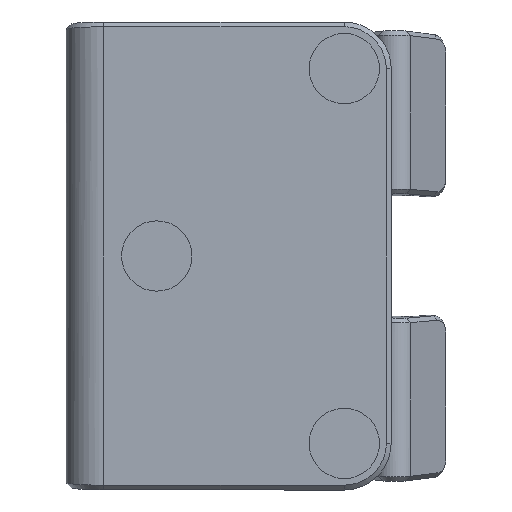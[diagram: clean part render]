
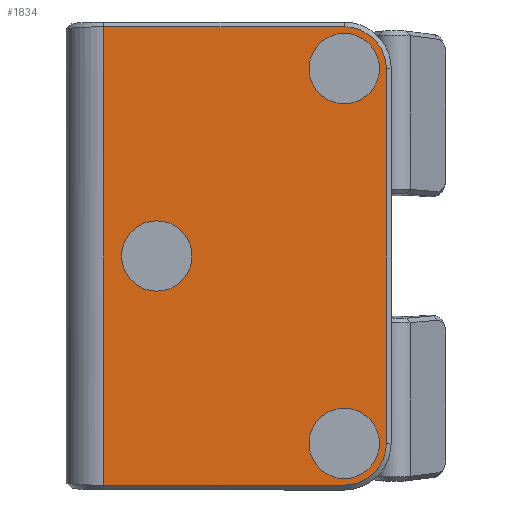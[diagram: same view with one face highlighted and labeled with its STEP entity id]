
A CAD part, front view. The second image highlights one B-rep face of the part: STEP entity #1834.
In plain terms, the highlighted planar face has unit normal (0, -1, 0).
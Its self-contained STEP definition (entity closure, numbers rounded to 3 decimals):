
#411 = EDGE_CURVE ( 'NONE', #5526, #15189, #8495, .T. ) ;
#556 = LINE ( 'NONE', #7221, #7843 ) ;
#606 = LINE ( 'NONE', #4971, #931 ) ;
#757 = CARTESIAN_POINT ( 'NONE',  ( -10., 0., 48.881 ) ) ;
#862 = DIRECTION ( 'NONE',  ( 0., -1., 0. ) ) ;
#931 = VECTOR ( 'NONE', #7708, 1000. ) ;
#1066 = CARTESIAN_POINT ( 'NONE',  ( -50., 0., 0. ) ) ;
#1094 = CARTESIAN_POINT ( 'NONE',  ( -4.492, 0., -47.08 ) ) ;
#1167 = CARTESIAN_POINT ( 'NONE',  ( -17.5, 0., -39.972 ) ) ;
#1234 = DIRECTION ( 'NONE',  ( -1., 0., 0. ) ) ;
#1478 = CARTESIAN_POINT ( 'NONE',  ( -1.038, 0., -39.894 ) ) ;
#1834 = ADVANCED_FACE ( 'NONE', ( #2017, #16621, #5245, #15203 ), #3725, .F. ) ;
#2017 = FACE_BOUND ( 'NONE', #7324, .T. ) ;
#2213 = AXIS2_PLACEMENT_3D ( 'NONE', #8523, #14412, #1234 ) ;
#2394 = EDGE_LOOP ( 'NONE', ( #5345, #3378 ) ) ;
#2468 = DIRECTION ( 'NONE',  ( 0., 0., 1. ) ) ;
#2518 = CARTESIAN_POINT ( 'NONE',  ( -7.677, 0., -48.594 ) ) ;
#2640 = CARTESIAN_POINT ( 'NONE',  ( -8.826, 0., 48.881 ) ) ;
#2652 = LINE ( 'NONE', #17075, #11410 ) ;
#2774 = DIRECTION ( 'NONE',  ( -1., 0., 0. ) ) ;
#2805 = CARTESIAN_POINT ( 'NONE',  ( -8.826, 0., -48.823 ) ) ;
#3378 = ORIENTED_EDGE ( 'NONE', *, *, #11887, .F. ) ;
#3445 = CARTESIAN_POINT ( 'NONE',  ( 0., 0., 50. ) ) ;
#3725 = PLANE ( 'NONE',  #5797 ) ;
#4030 = AXIS2_PLACEMENT_3D ( 'NONE', #13843, #862, #6559 ) ;
#4194 = CARTESIAN_POINT ( 'NONE',  ( -10., 0., -39.972 ) ) ;
#4267 = CIRCLE ( 'NONE', #5774, 7.5 ) ;
#4284 = CARTESIAN_POINT ( 'NONE',  ( -17.5, 0., 39.972 ) ) ;
#4439 = CARTESIAN_POINT ( 'NONE',  ( -2.5, 0., -39.972 ) ) ;
#4864 = EDGE_CURVE ( 'NONE', #11519, #17214, #11728, .T. ) ;
#4971 = CARTESIAN_POINT ( 'NONE',  ( -61.321, 0., 50. ) ) ;
#5245 = FACE_BOUND ( 'NONE', #2394, .T. ) ;
#5345 = ORIENTED_EDGE ( 'NONE', *, *, #9026, .F. ) ;
#5461 = CARTESIAN_POINT ( 'NONE',  ( -5.488, 0., -47.747 ) ) ;
#5496 = CARTESIAN_POINT ( 'NONE',  ( -1.496, 0., 42.79 ) ) ;
#5526 = VERTEX_POINT ( 'NONE', #15770 ) ;
#5550 = CIRCLE ( 'NONE', #2213, 7.5 ) ;
#5580 = EDGE_CURVE ( 'NONE', #13105, #17567, #2652, .T. ) ;
#5657 = ORIENTED_EDGE ( 'NONE', *, *, #9331, .T. ) ;
#5774 = AXIS2_PLACEMENT_3D ( 'NONE', #1066, #7316, #2774 ) ;
#5797 = AXIS2_PLACEMENT_3D ( 'NONE', #3445, #12344, #6390 ) ;
#6113 = AXIS2_PLACEMENT_3D ( 'NONE', #7263, #6384, #12952 ) ;
#6213 = VERTEX_POINT ( 'NONE', #8951 ) ;
#6384 = DIRECTION ( 'NONE',  ( 0., -1., 0. ) ) ;
#6390 = DIRECTION ( 'NONE',  ( -1., 0., 0. ) ) ;
#6559 = DIRECTION ( 'NONE',  ( -1., 0., 0. ) ) ;
#6910 = CARTESIAN_POINT ( 'NONE',  ( -1.038, 0., 40.482 ) ) ;
#6976 = CARTESIAN_POINT ( 'NONE',  ( -7.112, 0., -48.422 ) ) ;
#7221 = CARTESIAN_POINT ( 'NONE',  ( 0., 0., -48.881 ) ) ;
#7263 = CARTESIAN_POINT ( 'NONE',  ( -10., 0., 39.972 ) ) ;
#7316 = DIRECTION ( 'NONE',  ( 0., -1., 0. ) ) ;
#7324 = EDGE_LOOP ( 'NONE', ( #10248, #17987 ) ) ;
#7664 = DIRECTION ( 'NONE',  ( 1., 0., 0. ) ) ;
#7708 = DIRECTION ( 'NONE',  ( 0., 0., -1. ) ) ;
#7843 = VECTOR ( 'NONE', #7664, 1000. ) ;
#8413 = CARTESIAN_POINT ( 'NONE',  ( -10., 0., 48.881 ) ) ;
#8495 = CIRCLE ( 'NONE', #18497, 7.5 ) ;
#8523 = CARTESIAN_POINT ( 'NONE',  ( -50., 0., 0. ) ) ;
#8773 = EDGE_CURVE ( 'NONE', #16050, #9774, #606, .T. ) ;
#8951 = CARTESIAN_POINT ( 'NONE',  ( -57.5, 0., 0. ) ) ;
#9026 = EDGE_CURVE ( 'NONE', #6213, #12632, #4267, .T. ) ;
#9275 = CARTESIAN_POINT ( 'NONE',  ( -42.5, 0., 0. ) ) ;
#9331 = EDGE_CURVE ( 'NONE', #13729, #13105, #10808, .T. ) ;
#9504 = ORIENTED_EDGE ( 'NONE', *, *, #5580, .T. ) ;
#9545 = ORIENTED_EDGE ( 'NONE', *, *, #411, .F. ) ;
#9614 = CARTESIAN_POINT ( 'NONE',  ( -10., 0., 39.972 ) ) ;
#9712 = CARTESIAN_POINT ( 'NONE',  ( -2.169, 0., -44.419 ) ) ;
#9774 = VERTEX_POINT ( 'NONE', #15487 ) ;
#9801 = DIRECTION ( 'NONE',  ( -1., 0., 0. ) ) ;
#9838 = CARTESIAN_POINT ( 'NONE',  ( -4.491, 0., 47.08 ) ) ;
#9974 = ORIENTED_EDGE ( 'NONE', *, *, #16735, .T. ) ;
#10059 = DIRECTION ( 'NONE',  ( 0., -1., 0. ) ) ;
#10248 = ORIENTED_EDGE ( 'NONE', *, *, #4864, .F. ) ;
#10328 = DIRECTION ( 'NONE',  ( -1., 0., 0. ) ) ;
#10431 = EDGE_LOOP ( 'NONE', ( #15320, #9974, #5657, #9504, #18614, #15420 ) ) ;
#10628 = VECTOR ( 'NONE', #10328, 1000. ) ;
#10808 = B_SPLINE_CURVE_WITH_KNOTS ( 'NONE', 3,
 ( #12653, #11420, #2805, #2518, #6976, #5461, #1094, #15702, #9712, #13987, #14174, #14079 ),
 .UNSPECIFIED., .F., .F.,
 ( 4, 2, 2, 2, 2, 4 ),
 ( 0., 0.125, 0.25, 0.5, 0.75, 1. ),
 .UNSPECIFIED. ) ;
#11169 = CARTESIAN_POINT ( 'NONE',  ( -1.038, 0., 39.894 ) ) ;
#11265 = CARTESIAN_POINT ( 'NONE',  ( -2.169, 0., 44.419 ) ) ;
#11410 = VECTOR ( 'NONE', #2468, 1000. ) ;
#11420 = CARTESIAN_POINT ( 'NONE',  ( -9.414, 0., -48.881 ) ) ;
#11483 = DIRECTION ( 'NONE',  ( -1., 0., 0. ) ) ;
#11519 = VERTEX_POINT ( 'NONE', #1167 ) ;
#11717 = EDGE_CURVE ( 'NONE', #17214, #11519, #14320, .T. ) ;
#11728 = CIRCLE ( 'NONE', #16871, 7.5 ) ;
#11887 = EDGE_CURVE ( 'NONE', #12632, #6213, #5550, .T. ) ;
#12289 = EDGE_LOOP ( 'NONE', ( #14168, #9545 ) ) ;
#12344 = DIRECTION ( 'NONE',  ( 0., 1., 0. ) ) ;
#12632 = VERTEX_POINT ( 'NONE', #9275 ) ;
#12653 = CARTESIAN_POINT ( 'NONE',  ( -10., 0., -48.881 ) ) ;
#12685 = CARTESIAN_POINT ( 'NONE',  ( -1.096, 0., 41.071 ) ) ;
#12856 = CARTESIAN_POINT ( 'NONE',  ( -10., 0., -48.881 ) ) ;
#12952 = DIRECTION ( 'NONE',  ( -1., 0., 0. ) ) ;
#13105 = VERTEX_POINT ( 'NONE', #1478 ) ;
#13109 = EDGE_CURVE ( 'NONE', #15189, #5526, #14285, .T. ) ;
#13266 = CARTESIAN_POINT ( 'NONE',  ( 0., 0., 48.881 ) ) ;
#13457 = VERTEX_POINT ( 'NONE', #757 ) ;
#13729 = VERTEX_POINT ( 'NONE', #12856 ) ;
#13843 = CARTESIAN_POINT ( 'NONE',  ( -10., 0., -39.972 ) ) ;
#13987 = CARTESIAN_POINT ( 'NONE',  ( -1.272, 0., -42.248 ) ) ;
#14079 = CARTESIAN_POINT ( 'NONE',  ( -1.038, 0., -39.894 ) ) ;
#14168 = ORIENTED_EDGE ( 'NONE', *, *, #13109, .F. ) ;
#14174 = CARTESIAN_POINT ( 'NONE',  ( -1.038, 0., -41.071 ) ) ;
#14285 = CIRCLE ( 'NONE', #6113, 7.5 ) ;
#14320 = CIRCLE ( 'NONE', #4030, 7.5 ) ;
#14404 = EDGE_CURVE ( 'NONE', #17567, #13457, #15619, .T. ) ;
#14412 = DIRECTION ( 'NONE',  ( 0., -1., 0. ) ) ;
#15189 = VERTEX_POINT ( 'NONE', #4284 ) ;
#15203 = FACE_OUTER_BOUND ( 'NONE', #10431, .T. ) ;
#15320 = ORIENTED_EDGE ( 'NONE', *, *, #8773, .T. ) ;
#15381 = EDGE_CURVE ( 'NONE', #13457, #16050, #17558, .T. ) ;
#15420 = ORIENTED_EDGE ( 'NONE', *, *, #15381, .T. ) ;
#15487 = CARTESIAN_POINT ( 'NONE',  ( -61.321, 0., -48.881 ) ) ;
#15512 = DIRECTION ( 'NONE',  ( 0., -1., 0. ) ) ;
#15619 = B_SPLINE_CURVE_WITH_KNOTS ( 'NONE', 3,
 ( #11169, #6910, #12685, #18482, #5496, #11265, #17063, #9838, #15643, #15739, #2640, #8413 ),
 .UNSPECIFIED., .F., .F.,
 ( 4, 2, 2, 2, 2, 4 ),
 ( 0., 0.125, 0.25, 0.5, 0.75, 1. ),
 .UNSPECIFIED. ) ;
#15624 = CARTESIAN_POINT ( 'NONE',  ( -61.321, 0., 48.881 ) ) ;
#15643 = CARTESIAN_POINT ( 'NONE',  ( -5.488, 0., 47.747 ) ) ;
#15702 = CARTESIAN_POINT ( 'NONE',  ( -2.834, 0., -45.418 ) ) ;
#15739 = CARTESIAN_POINT ( 'NONE',  ( -7.653, 0., 48.647 ) ) ;
#15770 = CARTESIAN_POINT ( 'NONE',  ( -2.5, 0., 39.972 ) ) ;
#16050 = VERTEX_POINT ( 'NONE', #15624 ) ;
#16621 = FACE_BOUND ( 'NONE', #12289, .T. ) ;
#16735 = EDGE_CURVE ( 'NONE', #9774, #13729, #556, .T. ) ;
#16871 = AXIS2_PLACEMENT_3D ( 'NONE', #4194, #10059, #11483 ) ;
#17063 = CARTESIAN_POINT ( 'NONE',  ( -2.835, 0., 45.418 ) ) ;
#17075 = CARTESIAN_POINT ( 'NONE',  ( -1.038, 0., 50. ) ) ;
#17214 = VERTEX_POINT ( 'NONE', #4439 ) ;
#17323 = CARTESIAN_POINT ( 'NONE',  ( -1.038, 0., 39.894 ) ) ;
#17558 = LINE ( 'NONE', #13266, #10628 ) ;
#17567 = VERTEX_POINT ( 'NONE', #17323 ) ;
#17987 = ORIENTED_EDGE ( 'NONE', *, *, #11717, .F. ) ;
#18482 = CARTESIAN_POINT ( 'NONE',  ( -1.325, 0., 42.224 ) ) ;
#18497 = AXIS2_PLACEMENT_3D ( 'NONE', #9614, #15512, #9801 ) ;
#18614 = ORIENTED_EDGE ( 'NONE', *, *, #14404, .T. ) ;
